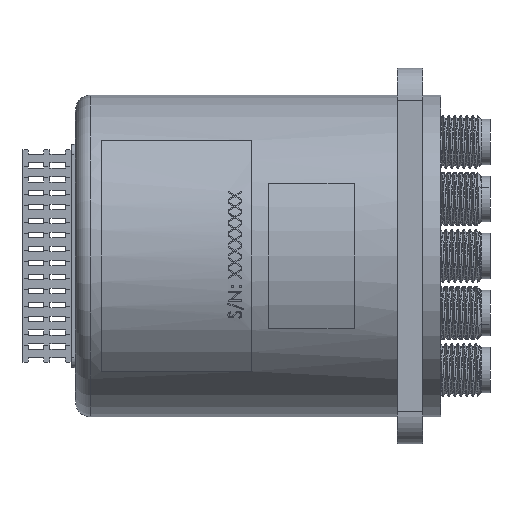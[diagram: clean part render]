
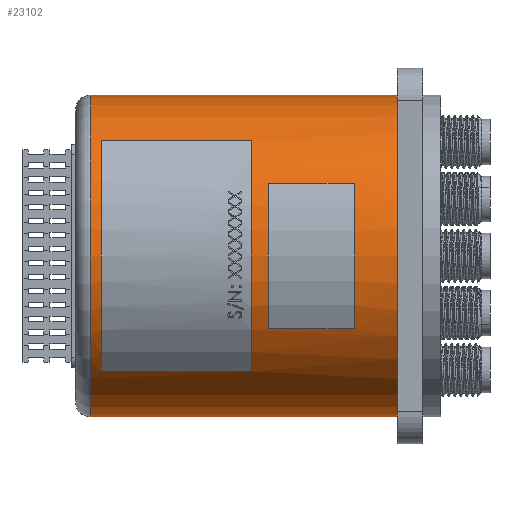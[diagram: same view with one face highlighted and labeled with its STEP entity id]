
A CAD part, left-side view. The second image highlights one B-rep face of the part: STEP entity #23102.
In plain terms, the highlighted cylindrical face has radius 19.025 mm (diameter 38.049 mm), a partial arc.
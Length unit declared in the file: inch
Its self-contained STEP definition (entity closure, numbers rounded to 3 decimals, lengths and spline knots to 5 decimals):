
#460 = EDGE_CURVE ( 'NONE', #21210, #30859, #36825, .T. ) ;
#1028 = DIRECTION ( 'NONE',  ( 0., -1., 0. ) ) ;
#1658 = CARTESIAN_POINT ( 'NONE',  ( -0.749, 0.78, 0. ) ) ;
#2358 = CARTESIAN_POINT ( 'NONE',  ( 0.3374, 1.38, -0.6687 ) ) ;
#3329 = CIRCLE ( 'NONE', #6734, 0.749 ) ;
#3498 = ORIENTED_EDGE ( 'NONE', *, *, #42092, .T. ) ;
#4301 = VECTOR ( 'NONE', #24867, 39.37008 ) ;
#4394 = VERTEX_POINT ( 'NONE', #1658 ) ;
#4725 = CARTESIAN_POINT ( 'NONE',  ( 0., 0.78, 0. ) ) ;
#5185 = EDGE_LOOP ( 'NONE', ( #44421, #3498, #15781, #36283 ) ) ;
#5677 = LINE ( 'NONE', #10441, #25412 ) ;
#5815 = CARTESIAN_POINT ( 'NONE',  ( 0.749, 2.21, 0. ) ) ;
#5840 = CARTESIAN_POINT ( 'NONE',  ( -0.3374, 0.98, -0.6687 ) ) ;
#6734 = AXIS2_PLACEMENT_3D ( 'NONE', #48882, #8487, #48117 ) ;
#6788 = EDGE_CURVE ( 'NONE', #4394, #14463, #18061, .T. ) ;
#7120 = EDGE_CURVE ( 'NONE', #12984, #4394, #32323, .T. ) ;
#7449 = AXIS2_PLACEMENT_3D ( 'NONE', #44123, #49135, #28668 ) ;
#8487 = DIRECTION ( 'NONE',  ( 0., -1., 0. ) ) ;
#8643 = CARTESIAN_POINT ( 'NONE',  ( 0.3374, 0.98, -0.6687 ) ) ;
#8716 = DIRECTION ( 'NONE',  ( 0.718, 0., -0.696 ) ) ;
#9196 = ORIENTED_EDGE ( 'NONE', *, *, #460, .T. ) ;
#9264 = AXIS2_PLACEMENT_3D ( 'NONE', #33306, #25311, #49499 ) ;
#9484 = EDGE_CURVE ( 'NONE', #43238, #36477, #32763, .T. ) ;
#9626 = CARTESIAN_POINT ( 'NONE',  ( 0.53786, 1.46, -0.52126 ) ) ;
#10441 = CARTESIAN_POINT ( 'NONE',  ( -0.3374, 1.38, -0.6687 ) ) ;
#10879 = CIRCLE ( 'NONE', #22790, 0.749 ) ;
#11137 = ORIENTED_EDGE ( 'NONE', *, *, #28723, .F. ) ;
#11983 = EDGE_CURVE ( 'NONE', #12659, #21210, #42125, .T. ) ;
#12100 = CARTESIAN_POINT ( 'NONE',  ( -0.749, 0.78, 0. ) ) ;
#12117 = CARTESIAN_POINT ( 'NONE',  ( 0., 1.38, 0. ) ) ;
#12156 = LINE ( 'NONE', #16668, #41462 ) ;
#12355 = DIRECTION ( 'NONE',  ( 0., -1., 0. ) ) ;
#12659 = VERTEX_POINT ( 'NONE', #5840 ) ;
#12698 = DIRECTION ( 'NONE',  ( 1., 0., 0. ) ) ;
#12984 = VERTEX_POINT ( 'NONE', #44673 ) ;
#14463 = VERTEX_POINT ( 'NONE', #28344 ) ;
#14572 = EDGE_CURVE ( 'NONE', #14786, #30859, #10879, .T. ) ;
#14786 = VERTEX_POINT ( 'NONE', #19772 ) ;
#14827 = CARTESIAN_POINT ( 'NONE',  ( 0.53786, 2.16, -0.52126 ) ) ;
#15781 = ORIENTED_EDGE ( 'NONE', *, *, #25546, .T. ) ;
#16176 = CARTESIAN_POINT ( 'NONE',  ( 0., 2.16, 0. ) ) ;
#16668 = CARTESIAN_POINT ( 'NONE',  ( 0.749, 0.78, 0. ) ) ;
#16959 = DIRECTION ( 'NONE',  ( 0., -1., 0. ) ) ;
#17066 = FACE_BOUND ( 'NONE', #30345, .T. ) ;
#17170 = VERTEX_POINT ( 'NONE', #9626 ) ;
#17484 = AXIS2_PLACEMENT_3D ( 'NONE', #49100, #28908, #20907 ) ;
#18061 = CIRCLE ( 'NONE', #22304, 0.749 ) ;
#19638 = CARTESIAN_POINT ( 'NONE',  ( -0.53786, 1.46, -0.52126 ) ) ;
#19772 = CARTESIAN_POINT ( 'NONE',  ( -0.3374, 1.38, -0.6687 ) ) ;
#20265 = VECTOR ( 'NONE', #24396, 39.37008 ) ;
#20877 = DIRECTION ( 'NONE',  ( 0.45, 0., -0.893 ) ) ;
#20907 = DIRECTION ( 'NONE',  ( 0.45, 0., -0.893 ) ) ;
#21210 = VERTEX_POINT ( 'NONE', #41447 ) ;
#21319 = CYLINDRICAL_SURFACE ( 'NONE', #9264, 0.749 ) ;
#22304 = AXIS2_PLACEMENT_3D ( 'NONE', #4725, #40632, #12698 ) ;
#22790 = AXIS2_PLACEMENT_3D ( 'NONE', #12117, #49340, #20877 ) ;
#23102 = ADVANCED_FACE ( 'NONE', ( #38325, #38066, #17066 ), #21319, .T. ) ;
#23999 = EDGE_LOOP ( 'NONE', ( #43276, #33160, #9196, #42622 ) ) ;
#24396 = DIRECTION ( 'NONE',  ( 0., 1., 0. ) ) ;
#24671 = CARTESIAN_POINT ( 'NONE',  ( 0.53786, 1.46, -0.52126 ) ) ;
#24867 = DIRECTION ( 'NONE',  ( 0., 1., 0. ) ) ;
#25311 = DIRECTION ( 'NONE',  ( 0., -1., 0. ) ) ;
#25412 = VECTOR ( 'NONE', #51128, 39.37008 ) ;
#25546 = EDGE_CURVE ( 'NONE', #30226, #14463, #12156, .T. ) ;
#25689 = EDGE_CURVE ( 'NONE', #17170, #44466, #40630, .T. ) ;
#27976 = CARTESIAN_POINT ( 'NONE',  ( -0.53786, 2.16, -0.52126 ) ) ;
#28344 = CARTESIAN_POINT ( 'NONE',  ( 0.749, 0.78, 0. ) ) ;
#28668 = DIRECTION ( 'NONE',  ( 1., 0., 0. ) ) ;
#28723 = EDGE_CURVE ( 'NONE', #43238, #44466, #30633, .T. ) ;
#28908 = DIRECTION ( 'NONE',  ( 0., -1., 0. ) ) ;
#30006 = DIRECTION ( 'NONE',  ( 0., -1., 0. ) ) ;
#30226 = VERTEX_POINT ( 'NONE', #5815 ) ;
#30345 = EDGE_LOOP ( 'NONE', ( #40651, #41210, #35395, #11137 ) ) ;
#30633 = CIRCLE ( 'NONE', #36560, 0.749 ) ;
#30859 = VERTEX_POINT ( 'NONE', #2358 ) ;
#32323 = LINE ( 'NONE', #12100, #36067 ) ;
#32734 = VECTOR ( 'NONE', #30006, 39.37008 ) ;
#32763 = LINE ( 'NONE', #48961, #32734 ) ;
#33160 = ORIENTED_EDGE ( 'NONE', *, *, #11983, .T. ) ;
#33306 = CARTESIAN_POINT ( 'NONE',  ( 0., 0.78, 0. ) ) ;
#33798 = CIRCLE ( 'NONE', #7449, 0.749 ) ;
#35395 = ORIENTED_EDGE ( 'NONE', *, *, #25689, .T. ) ;
#36067 = VECTOR ( 'NONE', #12355, 39.37008 ) ;
#36283 = ORIENTED_EDGE ( 'NONE', *, *, #6788, .F. ) ;
#36477 = VERTEX_POINT ( 'NONE', #19638 ) ;
#36560 = AXIS2_PLACEMENT_3D ( 'NONE', #16176, #16959, #8716 ) ;
#36825 = LINE ( 'NONE', #8643, #4301 ) ;
#38066 = FACE_BOUND ( 'NONE', #23999, .T. ) ;
#38325 = FACE_OUTER_BOUND ( 'NONE', #5185, .T. ) ;
#40630 = LINE ( 'NONE', #24671, #20265 ) ;
#40632 = DIRECTION ( 'NONE',  ( 0., -1., 0. ) ) ;
#40651 = ORIENTED_EDGE ( 'NONE', *, *, #9484, .T. ) ;
#41210 = ORIENTED_EDGE ( 'NONE', *, *, #45856, .T. ) ;
#41447 = CARTESIAN_POINT ( 'NONE',  ( 0.3374, 0.98, -0.6687 ) ) ;
#41462 = VECTOR ( 'NONE', #1028, 39.37008 ) ;
#42092 = EDGE_CURVE ( 'NONE', #12984, #30226, #33798, .T. ) ;
#42125 = CIRCLE ( 'NONE', #17484, 0.749 ) ;
#42622 = ORIENTED_EDGE ( 'NONE', *, *, #14572, .F. ) ;
#43238 = VERTEX_POINT ( 'NONE', #27976 ) ;
#43276 = ORIENTED_EDGE ( 'NONE', *, *, #45718, .T. ) ;
#44123 = CARTESIAN_POINT ( 'NONE',  ( 0., 2.21, 0. ) ) ;
#44421 = ORIENTED_EDGE ( 'NONE', *, *, #7120, .F. ) ;
#44466 = VERTEX_POINT ( 'NONE', #14827 ) ;
#44673 = CARTESIAN_POINT ( 'NONE',  ( -0.749, 2.21, 0. ) ) ;
#45718 = EDGE_CURVE ( 'NONE', #14786, #12659, #5677, .T. ) ;
#45856 = EDGE_CURVE ( 'NONE', #36477, #17170, #3329, .T. ) ;
#48117 = DIRECTION ( 'NONE',  ( 0.718, 0., -0.696 ) ) ;
#48882 = CARTESIAN_POINT ( 'NONE',  ( 0., 1.46, 0. ) ) ;
#48961 = CARTESIAN_POINT ( 'NONE',  ( -0.53786, 2.16, -0.52126 ) ) ;
#49100 = CARTESIAN_POINT ( 'NONE',  ( 0., 0.98, 0. ) ) ;
#49135 = DIRECTION ( 'NONE',  ( 0., -1., 0. ) ) ;
#49340 = DIRECTION ( 'NONE',  ( 0., -1., 0. ) ) ;
#49499 = DIRECTION ( 'NONE',  ( 1., 0., 0. ) ) ;
#51128 = DIRECTION ( 'NONE',  ( 0., -1., 0. ) ) ;
